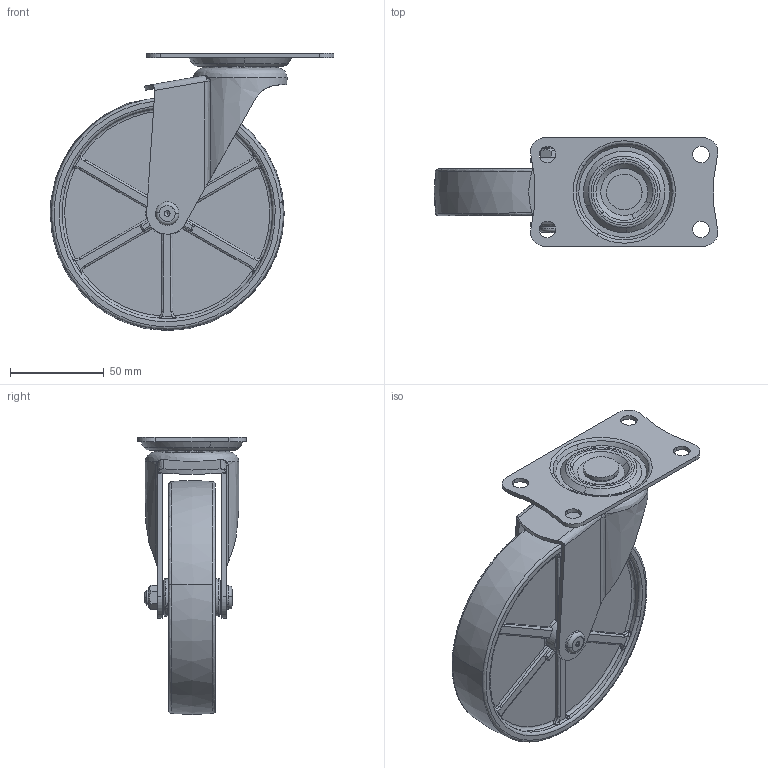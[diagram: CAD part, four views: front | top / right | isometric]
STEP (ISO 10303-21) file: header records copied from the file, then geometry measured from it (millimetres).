
FILE_DESCRIPTION((''),'2;1');
FILE_NAME('','2005-12-15T17:08:21',(''),(''),'','CADfix','');
FILE_SCHEMA(('AUTOMOTIVE_DESIGN'));
Length unit declared in the file: millimetre
Products named in the file (6): wheel; mounting plate; main shaft; body; axle; No_420_E_N125_6_28612_36
Assembly tree (5 placements, depth 2):
  No_420_E_N125_6_28612_36
    wheel
    mounting plate
    main shaft
    body
    axle
Bounding box: 151.48 x 58 x 148 mm (x, y, z)
Volume: 265595.4 mm3; surface area: 77888.9 mm2
Topology: 5 solids, 5 shells, 520 faces, 1495 edges, 1016 vertices
Faces by surface type: bspline 520
Entity records: 30659 total; most frequent: CARTESIAN_POINT 22357, ORIENTED_EDGE 2986, EDGE_CURVE 1493, VERTEX_POINT 1016, EDGE_LOOP 643, FACE_OUTER_BOUND 520, ADVANCED_FACE 520, B_SPLINE_CURVE_WITH_KNOTS 404
